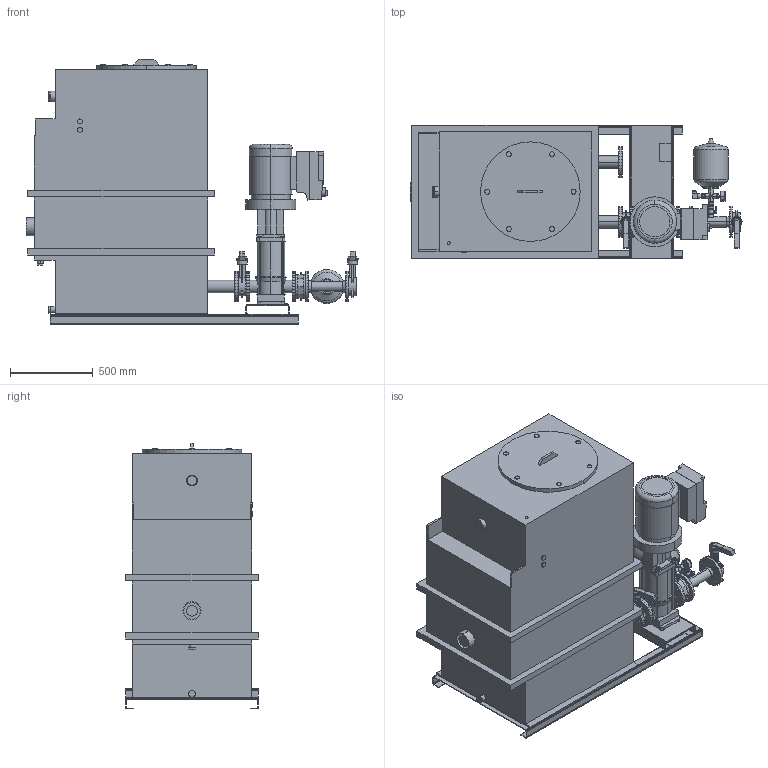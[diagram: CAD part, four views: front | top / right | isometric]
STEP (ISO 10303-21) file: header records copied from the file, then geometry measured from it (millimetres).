
FILE_DESCRIPTION(('no description'),'unknown implementation level');
FILE_NAME('Honeywell 06-2016_CBU146-65A-060_3D.stp',' ',('pit-cup GmbH'),('ccLab - KiM Gmbh - www.kimweb.de'),'unknown preprocess','ACIS','unknown authorization');
FILE_SCHEMA(('automotive_design'));
Length unit declared in the file: millimetre
Products named in the file (8): 1; 2; 3; 4; 5; 6; 7; 8
Bounding box: 2000.3 x 800 x 1600 mm (x, y, z)
Volume: 1130704973.3 mm3; surface area: 11267133.6 mm2
Topology: 8 solids, 17 shells, 2699 faces, 7440 edges, 4906 vertices
Faces by surface type: plane 2369, cylinder 238, cone 70, torus 22
Entity records: 169418 total; most frequent: CARTESIAN_POINT 16365, STYLED_ITEM 15053, PRESENTATION_STYLE_ASSIGNMENT 15053, COLOUR_RGB 15053, ORIENTED_EDGE 14880, DIRECTION 13539, EDGE_CURVE 7440, CURVE_STYLE 7440
